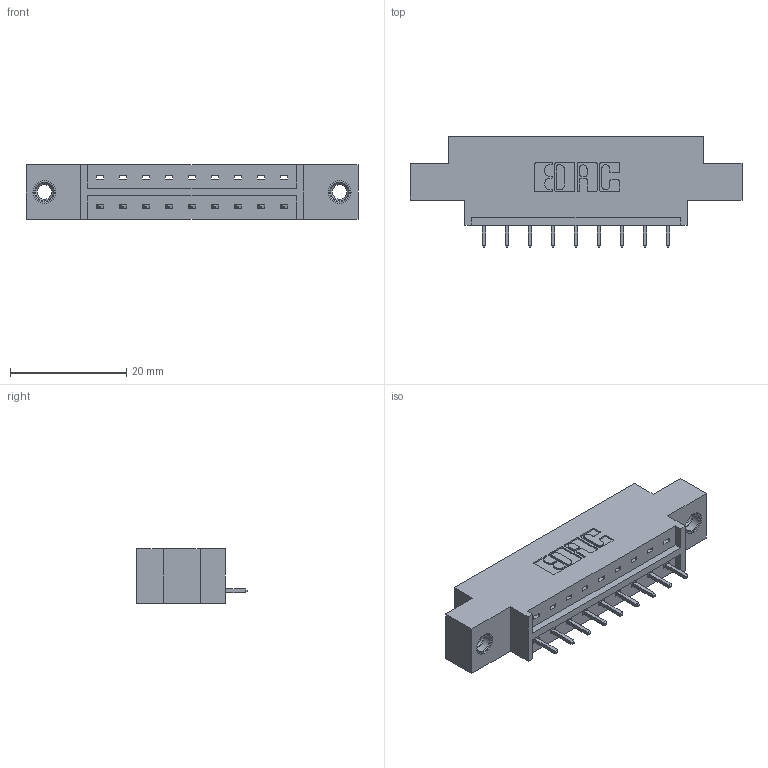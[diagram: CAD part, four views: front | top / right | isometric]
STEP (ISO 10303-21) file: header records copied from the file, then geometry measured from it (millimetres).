
FILE_DESCRIPTION (( 'STEP AP203' ), '1' );
FILE_NAME ('833-009-521-607.STEP', '2020-05-30T17:02:35', ( '' ), ( '' ), 'SwSTEP 2.0', 'SolidWorks 2020', '' );
FILE_SCHEMA (( 'CONFIG_CONTROL_DESIGN' ));
Length unit declared in the file: inch
Products named in the file (4): 833-009-521-607; 833 Part_Offset - .156 Dia - TI; 345-250-001_345-250-005-103; 345-292-001_345-293-121
Assembly tree (12 placements, depth 2):
  833-009-521-607
    833 Part_Offset - .156 Dia - TI
    345-292-001_345-293-121  x9
    345-250-001_345-250-005-103  x2
Bounding box: 57.2 x 19.06 x 9.4 mm (x, y, z)
Volume: 5205.3 mm3; surface area: 5545.3 mm2
Topology: 12 solids, 12 shells, 700 faces, 2043 edges, 1342 vertices
Faces by surface type: plane 484, cylinder 200, cone 12, torus 4
Entity records: 11106 total; most frequent: CARTESIAN_POINT 1904, ORIENTED_EDGE 1842, DIRECTION 1705, EDGE_CURVE 921, VECTOR 773, LINE 773, VERTEX_POINT 608, AXIS2_PLACEMENT_3D 466
